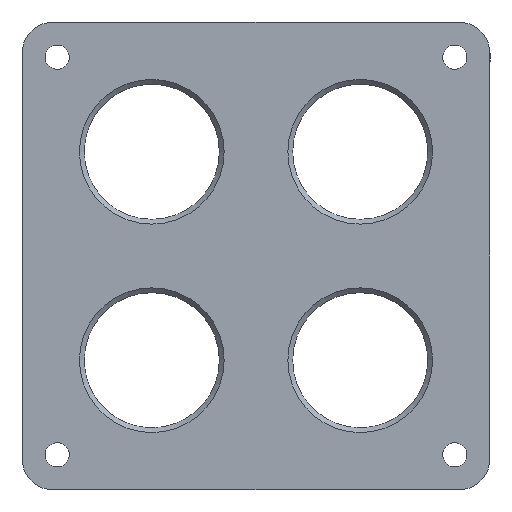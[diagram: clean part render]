
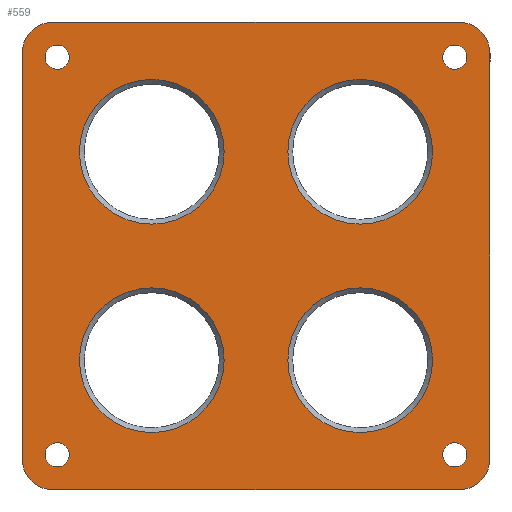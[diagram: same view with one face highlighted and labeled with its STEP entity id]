
A CAD part, front view. The second image highlights one B-rep face of the part: STEP entity #559.
In plain terms, the highlighted planar face has unit normal (0, -1, 0).
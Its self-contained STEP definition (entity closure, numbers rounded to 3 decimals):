
#7 = CARTESIAN_POINT ( 'NONE',  ( -10.8, 0., -3.3 ) ) ;
#8 = CARTESIAN_POINT ( 'NONE',  ( -10.8, 0., 18.3 ) ) ;
#11 = CIRCLE ( 'NONE', #768, 3.3 ) ;
#12 = VERTEX_POINT ( 'NONE', #8 ) ;
#14 = CIRCLE ( 'NONE', #781, 3.3 ) ;
#15 = CIRCLE ( 'NONE', #776, 3.3 ) ;
#36 = CIRCLE ( 'NONE', #783, 3.3 ) ;
#62 = CARTESIAN_POINT ( 'NONE',  ( 20.95, 0., 24.25 ) ) ;
#88 = VECTOR ( 'NONE', #938, 1000. ) ;
#92 = CARTESIAN_POINT ( 'NONE',  ( 24.25, 0., -24.25 ) ) ;
#99 = LINE ( 'NONE', #924, #88 ) ;
#127 = EDGE_LOOP ( 'NONE', ( #338 ) ) ;
#170 = EDGE_CURVE ( 'NONE', #1006, #1006, #207, .T. ) ;
#178 = EDGE_CURVE ( 'NONE', #12, #12, #192, .T. ) ;
#192 = CIRCLE ( 'NONE', #883, 7.5 ) ;
#207 = CIRCLE ( 'NONE', #889, 7.5 ) ;
#230 = VECTOR ( 'NONE', #722, 1000. ) ;
#273 = ORIENTED_EDGE ( 'NONE', *, *, #591, .F. ) ;
#287 = EDGE_CURVE ( 'NONE', #766, #502, #99, .T. ) ;
#309 = EDGE_LOOP ( 'NONE', ( #661, #937, #273, #395, #838, #853, #697, #787 ) ) ;
#323 = ORIENTED_EDGE ( 'NONE', *, *, #432, .T. ) ;
#332 = CARTESIAN_POINT ( 'NONE',  ( 20.95, 0., -24.25 ) ) ;
#333 = VERTEX_POINT ( 'NONE', #984 ) ;
#338 = ORIENTED_EDGE ( 'NONE', *, *, #440, .T. ) ;
#340 = EDGE_LOOP ( 'NONE', ( #323 ) ) ;
#342 = EDGE_LOOP ( 'NONE', ( #935 ) ) ;
#375 = FACE_BOUND ( 'NONE', #127, .T. ) ;
#376 = CARTESIAN_POINT ( 'NONE',  ( -24.25, 0., -20.95 ) ) ;
#380 = EDGE_LOOP ( 'NONE', ( #601 ) ) ;
#387 = EDGE_CURVE ( 'NONE', #766, #546, #36, .T. ) ;
#390 = EDGE_CURVE ( 'NONE', #492, #502, #14, .T. ) ;
#395 = ORIENTED_EDGE ( 'NONE', *, *, #406, .T. ) ;
#396 = CIRCLE ( 'NONE', #740, 7.5 ) ;
#406 = EDGE_CURVE ( 'NONE', #551, #715, #15, .T. ) ;
#414 = EDGE_CURVE ( 'NONE', #663, #333, #11, .T. ) ;
#431 = EDGE_LOOP ( 'NONE', ( #448 ) ) ;
#432 = EDGE_CURVE ( 'NONE', #973, #973, #1213, .T. ) ;
#437 = EDGE_LOOP ( 'NONE', ( #793 ) ) ;
#440 = EDGE_CURVE ( 'NONE', #972, #972, #1214, .T. ) ;
#448 = ORIENTED_EDGE ( 'NONE', *, *, #529, .T. ) ;
#462 = EDGE_CURVE ( 'NONE', #967, #967, #1196, .T. ) ;
#472 = EDGE_CURVE ( 'NONE', #965, #965, #1197, .T. ) ;
#480 = EDGE_CURVE ( 'NONE', #663, #546, #1170, .T. ) ;
#485 = EDGE_CURVE ( 'NONE', #962, #962, #1172, .T. ) ;
#492 = VERTEX_POINT ( 'NONE', #685 ) ;
#502 = VERTEX_POINT ( 'NONE', #683 ) ;
#503 = DIRECTION ( 'NONE',  ( 0., 1., 0. ) ) ;
#517 = DIRECTION ( 'NONE',  ( 0., 1., 0. ) ) ;
#519 = DIRECTION ( 'NONE',  ( 0., 0., 1. ) ) ;
#523 = CARTESIAN_POINT ( 'NONE',  ( -20.6, 0., 20.6 ) ) ;
#526 = CARTESIAN_POINT ( 'NONE',  ( 20.6, 0., 20.6 ) ) ;
#529 = EDGE_CURVE ( 'NONE', #961, #961, #396, .T. ) ;
#543 = DIRECTION ( 'NONE',  ( 0., 0., -1. ) ) ;
#546 = VERTEX_POINT ( 'NONE', #568 ) ;
#549 = CARTESIAN_POINT ( 'NONE',  ( 10.8, 0., 10.8 ) ) ;
#551 = VERTEX_POINT ( 'NONE', #593 ) ;
#556 = EDGE_CURVE ( 'NONE', #492, #715, #1194, .T. ) ;
#557 = DIRECTION ( 'NONE',  ( 0., 0., 1. ) ) ;
#559 = ADVANCED_FACE ( 'NONE', ( #1168, #1185, #1182, #1184, #1169, #1166, #375, #1163, #1165 ), #595, .F. ) ;
#568 = CARTESIAN_POINT ( 'NONE',  ( -20.95, 0., -24.25 ) ) ;
#591 = EDGE_CURVE ( 'NONE', #551, #333, #1146, .T. ) ;
#593 = CARTESIAN_POINT ( 'NONE',  ( 24.25, 0., 20.95 ) ) ;
#595 = PLANE ( 'NONE',  #723 ) ;
#601 = ORIENTED_EDGE ( 'NONE', *, *, #462, .T. ) ;
#606 = CARTESIAN_POINT ( 'NONE',  ( -24.25, 0., 24.25 ) ) ;
#609 = DIRECTION ( 'NONE',  ( 1., 0., 0. ) ) ;
#612 = CARTESIAN_POINT ( 'NONE',  ( 0., 0., 0. ) ) ;
#621 = DIRECTION ( 'NONE',  ( 0., 1., 0. ) ) ;
#624 = DIRECTION ( 'NONE',  ( 0., 0., 1. ) ) ;
#661 = ORIENTED_EDGE ( 'NONE', *, *, #480, .F. ) ;
#663 = VERTEX_POINT ( 'NONE', #332 ) ;
#683 = CARTESIAN_POINT ( 'NONE',  ( -24.25, 0., 20.95 ) ) ;
#685 = CARTESIAN_POINT ( 'NONE',  ( -20.95, 0., 24.25 ) ) ;
#693 = DIRECTION ( 'NONE',  ( 0., 1., 0. ) ) ;
#697 = ORIENTED_EDGE ( 'NONE', *, *, #287, .F. ) ;
#700 = DIRECTION ( 'NONE',  ( 0., 0., 1. ) ) ;
#715 = VERTEX_POINT ( 'NONE', #62 ) ;
#716 = CARTESIAN_POINT ( 'NONE',  ( 10.8, 0., -10.8 ) ) ;
#719 = DIRECTION ( 'NONE',  ( 0., 1., 0. ) ) ;
#722 = DIRECTION ( 'NONE',  ( -1., 0., 0. ) ) ;
#723 = AXIS2_PLACEMENT_3D ( 'NONE', #612, #621, #624 ) ;
#738 = DIRECTION ( 'NONE',  ( 0., 0., 1. ) ) ;
#739 = DIRECTION ( 'NONE',  ( 0., 1., 0. ) ) ;
#740 = AXIS2_PLACEMENT_3D ( 'NONE', #549, #719, #557 ) ;
#741 = CARTESIAN_POINT ( 'NONE',  ( -20.6, 0., -20.6 ) ) ;
#742 = AXIS2_PLACEMENT_3D ( 'NONE', #716, #693, #700 ) ;
#748 = DIRECTION ( 'NONE',  ( 0., 0., 1. ) ) ;
#751 = DIRECTION ( 'NONE',  ( 0., 1., 0. ) ) ;
#753 = AXIS2_PLACEMENT_3D ( 'NONE', #755, #751, #748 ) ;
#755 = CARTESIAN_POINT ( 'NONE',  ( 20.6, 0., -20.6 ) ) ;
#759 = AXIS2_PLACEMENT_3D ( 'NONE', #741, #739, #738 ) ;
#760 = AXIS2_PLACEMENT_3D ( 'NONE', #526, #517, #777 ) ;
#762 = AXIS2_PLACEMENT_3D ( 'NONE', #523, #503, #519 ) ;
#763 = CARTESIAN_POINT ( 'NONE',  ( -24.25, 0., -24.25 ) ) ;
#764 = ORIENTED_EDGE ( 'NONE', *, *, #178, .T. ) ;
#766 = VERTEX_POINT ( 'NONE', #376 ) ;
#768 = AXIS2_PLACEMENT_3D ( 'NONE', #827, #780, #790 ) ;
#776 = AXIS2_PLACEMENT_3D ( 'NONE', #817, #819, #823 ) ;
#777 = DIRECTION ( 'NONE',  ( 0., 0., 1. ) ) ;
#780 = DIRECTION ( 'NONE',  ( 0., -1., 0. ) ) ;
#781 = AXIS2_PLACEMENT_3D ( 'NONE', #806, #808, #809 ) ;
#783 = AXIS2_PLACEMENT_3D ( 'NONE', #796, #798, #801 ) ;
#787 = ORIENTED_EDGE ( 'NONE', *, *, #387, .T. ) ;
#790 = DIRECTION ( 'NONE',  ( 0., 0., 1. ) ) ;
#793 = ORIENTED_EDGE ( 'NONE', *, *, #170, .T. ) ;
#796 = CARTESIAN_POINT ( 'NONE',  ( -20.95, 0., -20.95 ) ) ;
#798 = DIRECTION ( 'NONE',  ( 0., -1., 0. ) ) ;
#801 = DIRECTION ( 'NONE',  ( 0., 0., 1. ) ) ;
#806 = CARTESIAN_POINT ( 'NONE',  ( -20.95, 0., 20.95 ) ) ;
#808 = DIRECTION ( 'NONE',  ( 0., -1., 0. ) ) ;
#809 = DIRECTION ( 'NONE',  ( 0., 0., 1. ) ) ;
#817 = CARTESIAN_POINT ( 'NONE',  ( 20.95, 0., 20.95 ) ) ;
#819 = DIRECTION ( 'NONE',  ( 0., -1., 0. ) ) ;
#823 = DIRECTION ( 'NONE',  ( 0., 0., 1. ) ) ;
#827 = CARTESIAN_POINT ( 'NONE',  ( 20.95, 0., -20.95 ) ) ;
#838 = ORIENTED_EDGE ( 'NONE', *, *, #556, .F. ) ;
#853 = ORIENTED_EDGE ( 'NONE', *, *, #390, .T. ) ;
#883 = AXIS2_PLACEMENT_3D ( 'NONE', #1173, #1175, #1176 ) ;
#889 = AXIS2_PLACEMENT_3D ( 'NONE', #1161, #1162, #1167 ) ;
#894 = EDGE_LOOP ( 'NONE', ( #764 ) ) ;
#902 = ORIENTED_EDGE ( 'NONE', *, *, #485, .T. ) ;
#924 = CARTESIAN_POINT ( 'NONE',  ( -24.25, 0., -24.25 ) ) ;
#935 = ORIENTED_EDGE ( 'NONE', *, *, #472, .T. ) ;
#937 = ORIENTED_EDGE ( 'NONE', *, *, #414, .T. ) ;
#938 = DIRECTION ( 'NONE',  ( 0., 0., 1. ) ) ;
#955 = EDGE_LOOP ( 'NONE', ( #902 ) ) ;
#961 = VERTEX_POINT ( 'NONE', #1081 ) ;
#962 = VERTEX_POINT ( 'NONE', #1084 ) ;
#965 = VERTEX_POINT ( 'NONE', #1177 ) ;
#967 = VERTEX_POINT ( 'NONE', #1151 ) ;
#972 = VERTEX_POINT ( 'NONE', #1191 ) ;
#973 = VERTEX_POINT ( 'NONE', #1171 ) ;
#984 = CARTESIAN_POINT ( 'NONE',  ( 24.25, 0., -20.95 ) ) ;
#1006 = VERTEX_POINT ( 'NONE', #7 ) ;
#1081 = CARTESIAN_POINT ( 'NONE',  ( 10.8, 0., 18.3 ) ) ;
#1084 = CARTESIAN_POINT ( 'NONE',  ( 10.8, 0., -3.3 ) ) ;
#1135 = VECTOR ( 'NONE', #543, 1000. ) ;
#1146 = LINE ( 'NONE', #92, #1135 ) ;
#1151 = CARTESIAN_POINT ( 'NONE',  ( 20.6, 0., -19.35 ) ) ;
#1154 = VECTOR ( 'NONE', #609, 1000. ) ;
#1161 = CARTESIAN_POINT ( 'NONE',  ( -10.8, 0., -10.8 ) ) ;
#1162 = DIRECTION ( 'NONE',  ( 0., 1., 0. ) ) ;
#1163 = FACE_BOUND ( 'NONE', #340, .T. ) ;
#1165 = FACE_OUTER_BOUND ( 'NONE', #309, .T. ) ;
#1166 = FACE_BOUND ( 'NONE', #380, .T. ) ;
#1167 = DIRECTION ( 'NONE',  ( 0., 0., 1. ) ) ;
#1168 = FACE_BOUND ( 'NONE', #431, .T. ) ;
#1169 = FACE_BOUND ( 'NONE', #342, .T. ) ;
#1170 = LINE ( 'NONE', #763, #230 ) ;
#1171 = CARTESIAN_POINT ( 'NONE',  ( -20.6, 0., 21.85 ) ) ;
#1172 = CIRCLE ( 'NONE', #742, 7.5 ) ;
#1173 = CARTESIAN_POINT ( 'NONE',  ( -10.8, 0., 10.8 ) ) ;
#1175 = DIRECTION ( 'NONE',  ( 0., 1., 0. ) ) ;
#1176 = DIRECTION ( 'NONE',  ( 0., 0., 1. ) ) ;
#1177 = CARTESIAN_POINT ( 'NONE',  ( -20.6, 0., -19.35 ) ) ;
#1182 = FACE_BOUND ( 'NONE', #437, .T. ) ;
#1184 = FACE_BOUND ( 'NONE', #955, .T. ) ;
#1185 = FACE_BOUND ( 'NONE', #894, .T. ) ;
#1191 = CARTESIAN_POINT ( 'NONE',  ( 20.6, 0., 21.85 ) ) ;
#1194 = LINE ( 'NONE', #606, #1154 ) ;
#1196 = CIRCLE ( 'NONE', #753, 1.25 ) ;
#1197 = CIRCLE ( 'NONE', #759, 1.25 ) ;
#1213 = CIRCLE ( 'NONE', #762, 1.25 ) ;
#1214 = CIRCLE ( 'NONE', #760, 1.25 ) ;
